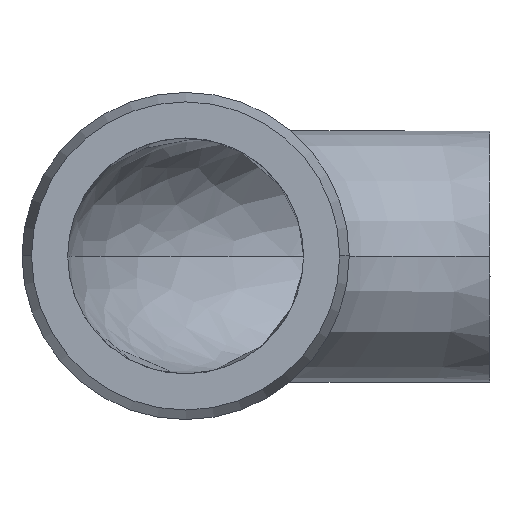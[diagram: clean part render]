
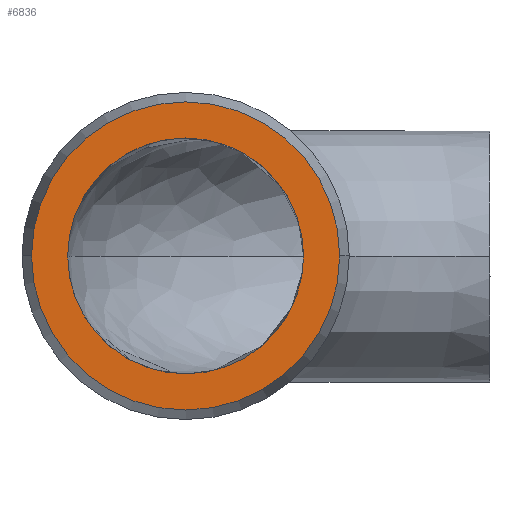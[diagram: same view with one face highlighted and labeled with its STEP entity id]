
A CAD part, top view. The second image highlights one B-rep face of the part: STEP entity #6836.
In plain terms, the highlighted planar face has unit normal (0, 0, 1).
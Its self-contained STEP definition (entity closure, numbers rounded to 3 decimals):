
#40 = EDGE_CURVE ( 'NONE', #5913, #7928, #4905, .T. ) ;
#155 = DIRECTION ( 'NONE',  ( 0., 0., 1. ) ) ;
#300 = CIRCLE ( 'NONE', #7015, 31. ) ;
#558 = CIRCLE ( 'NONE', #7264, 31. ) ;
#618 = CARTESIAN_POINT ( 'NONE',  ( -80., 0., 0. ) ) ;
#1215 = AXIS2_PLACEMENT_3D ( 'NONE', #5608, #7885, #4948 ) ;
#1462 = ORIENTED_EDGE ( 'NONE', *, *, #40, .T. ) ;
#1580 = ORIENTED_EDGE ( 'NONE', *, *, #3460, .F. ) ;
#1743 = EDGE_LOOP ( 'NONE', ( #1462, #6195 ) ) ;
#1840 = CARTESIAN_POINT ( 'NONE',  ( -49., 0., 0. ) ) ;
#1878 = AXIS2_PLACEMENT_3D ( 'NONE', #3167, #5506, #5679 ) ;
#2013 = AXIS2_PLACEMENT_3D ( 'NONE', #4215, #3599, #6108 ) ;
#2119 = CARTESIAN_POINT ( 'NONE',  ( -111., 0., 0. ) ) ;
#2438 = DIRECTION ( 'NONE',  ( 1., 0., 0. ) ) ;
#2520 = DIRECTION ( 'NONE',  ( 0., 0., 1. ) ) ;
#2750 = ORIENTED_EDGE ( 'NONE', *, *, #7590, .F. ) ;
#2999 = FACE_BOUND ( 'NONE', #7851, .T. ) ;
#3127 = FACE_OUTER_BOUND ( 'NONE', #1743, .T. ) ;
#3167 = CARTESIAN_POINT ( 'NONE',  ( -111., 0., 0. ) ) ;
#3460 = EDGE_CURVE ( 'NONE', #7889, #6856, #300, .T. ) ;
#3599 = DIRECTION ( 'NONE',  ( 0., 0., 1. ) ) ;
#4215 = CARTESIAN_POINT ( 'NONE',  ( -80., 0., 0. ) ) ;
#4399 = PLANE ( 'NONE',  #1878 ) ;
#4421 = EDGE_CURVE ( 'NONE', #7928, #5913, #5428, .T. ) ;
#4642 = CARTESIAN_POINT ( 'NONE',  ( -120.5, 0., 0. ) ) ;
#4905 = CIRCLE ( 'NONE', #2013, 40.5 ) ;
#4948 = DIRECTION ( 'NONE',  ( 1., 0., 0. ) ) ;
#5134 = CARTESIAN_POINT ( 'NONE',  ( -80., 0., 0. ) ) ;
#5428 = CIRCLE ( 'NONE', #1215, 40.5 ) ;
#5506 = DIRECTION ( 'NONE',  ( 0., 0., -1. ) ) ;
#5608 = CARTESIAN_POINT ( 'NONE',  ( -80., 0., 0. ) ) ;
#5679 = DIRECTION ( 'NONE',  ( -1., 0., 0. ) ) ;
#5913 = VERTEX_POINT ( 'NONE', #4642 ) ;
#6108 = DIRECTION ( 'NONE',  ( 1., 0., 0. ) ) ;
#6195 = ORIENTED_EDGE ( 'NONE', *, *, #4421, .T. ) ;
#6836 = ADVANCED_FACE ( 'NONE', ( #2999, #3127 ), #4399, .F. ) ;
#6856 = VERTEX_POINT ( 'NONE', #1840 ) ;
#7015 = AXIS2_PLACEMENT_3D ( 'NONE', #618, #2520, #2438 ) ;
#7144 = CARTESIAN_POINT ( 'NONE',  ( -39.5, 0., 0. ) ) ;
#7264 = AXIS2_PLACEMENT_3D ( 'NONE', #5134, #155, #7734 ) ;
#7590 = EDGE_CURVE ( 'NONE', #6856, #7889, #558, .T. ) ;
#7734 = DIRECTION ( 'NONE',  ( 1., 0., 0. ) ) ;
#7851 = EDGE_LOOP ( 'NONE', ( #2750, #1580 ) ) ;
#7885 = DIRECTION ( 'NONE',  ( 0., 0., 1. ) ) ;
#7889 = VERTEX_POINT ( 'NONE', #2119 ) ;
#7928 = VERTEX_POINT ( 'NONE', #7144 ) ;
